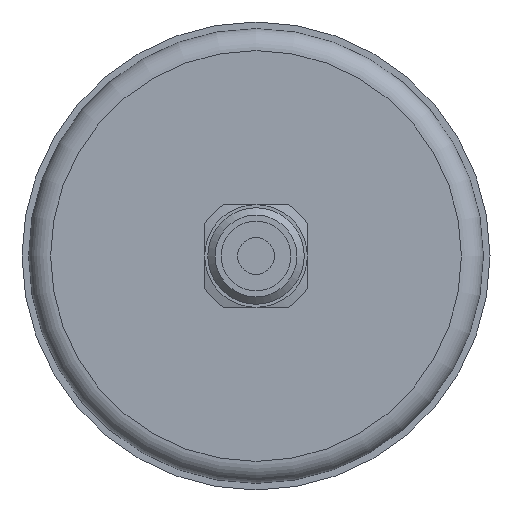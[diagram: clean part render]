
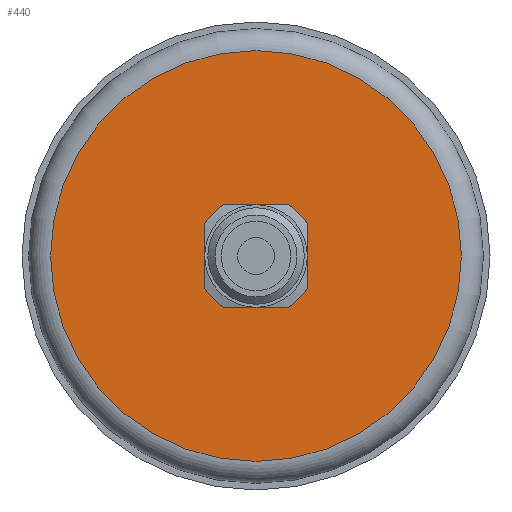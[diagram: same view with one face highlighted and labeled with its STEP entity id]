
A CAD part, front view. The second image highlights one B-rep face of the part: STEP entity #440.
In plain terms, the highlighted planar face has unit normal (0, -1, 0).
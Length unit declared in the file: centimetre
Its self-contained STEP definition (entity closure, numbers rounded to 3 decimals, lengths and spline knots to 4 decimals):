
#67=FACE_BOUND('',#120,.T.);
#86=FACE_OUTER_BOUND('',#119,.T.);
#119=EDGE_LOOP('',(#292));
#120=EDGE_LOOP('',(#293));
#171=CIRCLE('',#476,2.8);
#172=CIRCLE('',#477,0.675);
#202=VERTEX_POINT('',#683);
#203=VERTEX_POINT('',#685);
#241=EDGE_CURVE('',#202,#202,#171,.T.);
#242=EDGE_CURVE('',#203,#203,#172,.T.);
#292=ORIENTED_EDGE('',*,*,#241,.F.);
#293=ORIENTED_EDGE('',*,*,#242,.T.);
#394=PLANE('',#475);
#440=ADVANCED_FACE('',(#86,#67),#394,.F.);
#475=AXIS2_PLACEMENT_3D('',#682,#541,#542);
#476=AXIS2_PLACEMENT_3D('',#684,#543,#544);
#477=AXIS2_PLACEMENT_3D('',#686,#545,#546);
#541=DIRECTION('center_axis',(0.,1.,0.));
#542=DIRECTION('ref_axis',(0.,0.,1.));
#543=DIRECTION('center_axis',(0.,1.,0.));
#544=DIRECTION('ref_axis',(-1.,0.,0.));
#545=DIRECTION('center_axis',(0.,1.,0.));
#546=DIRECTION('ref_axis',(-1.,0.,0.));
#682=CARTESIAN_POINT('Origin',(0.,0.,2.2));
#683=CARTESIAN_POINT('',(-2.8,0.,0.));
#684=CARTESIAN_POINT('Origin',(0.,0.,0.));
#685=CARTESIAN_POINT('',(0.675,0.,0.));
#686=CARTESIAN_POINT('Origin',(0.,0.,
0.));
